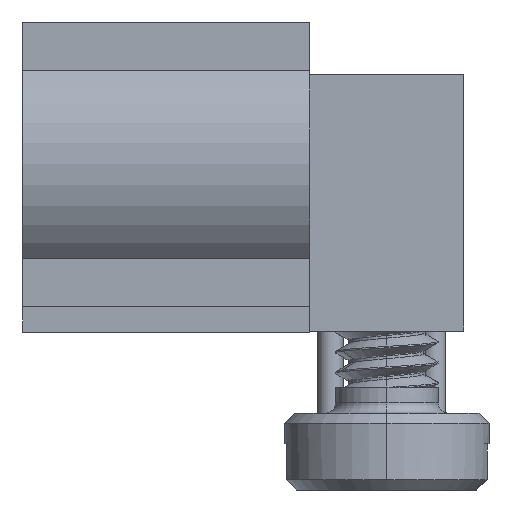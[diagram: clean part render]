
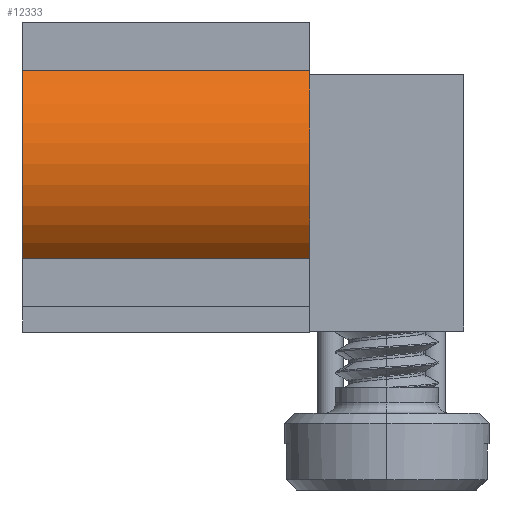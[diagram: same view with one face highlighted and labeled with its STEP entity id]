
A CAD part, left-side view. The second image highlights one B-rep face of the part: STEP entity #12333.
In plain terms, the highlighted cylindrical face has radius 2.5 mm (diameter 5 mm), a partial arc.
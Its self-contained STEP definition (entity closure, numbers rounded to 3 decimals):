
#80=CARTESIAN_POINT('',(-23.5,3.4,0.));
#81=DIRECTION('',(0.,-1.,0.));
#82=DIRECTION('',(-0.68,0.,0.733));
#83=AXIS2_PLACEMENT_3D('',#80,#81,#82);
#566=CARTESIAN_POINT('',(-23.5,-2.2,0.));
#567=DIRECTION('',(0.,-1.,0.));
#568=DIRECTION('',(-0.68,0.,0.733));
#569=AXIS2_PLACEMENT_3D('',#566,#567,#568);
#6111=DIRECTION('',(0.,-1.,0.));
#6112=VECTOR('',#6111,5.6);
#6113=CARTESIAN_POINT('',(-25.2,3.4,1.833));
#6114=LINE('',#6113,#6112);
#6118=DIRECTION('',(0.,-1.,0.));
#6119=VECTOR('',#6118,5.6);
#6120=CARTESIAN_POINT('',(-25.2,3.4,-1.833));
#6121=LINE('',#6120,#6119);
#6643=CARTESIAN_POINT('',(-25.2,3.4,1.833));
#6645=VERTEX_POINT('',#6643);
#6646=CARTESIAN_POINT('',(-25.2,3.4,-1.833));
#6647=VERTEX_POINT('',#6646);
#6652=CARTESIAN_POINT('',(-25.2,-2.2,1.833));
#6653=VERTEX_POINT('',#6652);
#6654=CARTESIAN_POINT('',(-25.2,-2.2,-1.833));
#6655=VERTEX_POINT('',#6654);
#12321=CARTESIAN_POINT('',(-23.5,3.4,0.));
#12322=DIRECTION('',(0.,-1.,0.));
#12323=DIRECTION('',(-1.,0.,0.));
#12324=AXIS2_PLACEMENT_3D('',#12321,#12322,#12323);
#12325=CYLINDRICAL_SURFACE('',#12324,2.5);
#12326=ORIENTED_EDGE('',*,*,#7199,.F.);
#12327=ORIENTED_EDGE('',*,*,#12316,.T.);
#12328=ORIENTED_EDGE('',*,*,#7521,.T.);
#12330=ORIENTED_EDGE('',*,*,#12329,.F.);
#12331=EDGE_LOOP('',(#12326,#12327,#12328,#12330));
#12332=FACE_OUTER_BOUND('',#12331,.F.);
#12333=ADVANCED_FACE('',(#12332),#12325,.T.);
#84=CIRCLE('',#83,2.5);
#570=CIRCLE('',#569,2.5);
#7199=EDGE_CURVE('',#6645,#6647,#84,.T.);
#7521=EDGE_CURVE('',#6653,#6655,#570,.T.);
#12316=EDGE_CURVE('',#6645,#6653,#6114,.T.);
#12329=EDGE_CURVE('',#6647,#6655,#6121,.T.);
